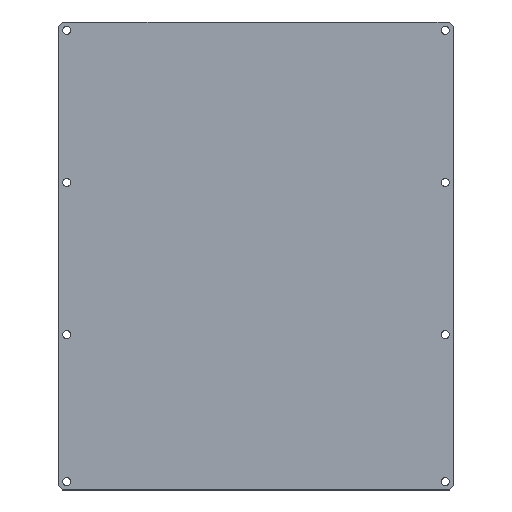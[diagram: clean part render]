
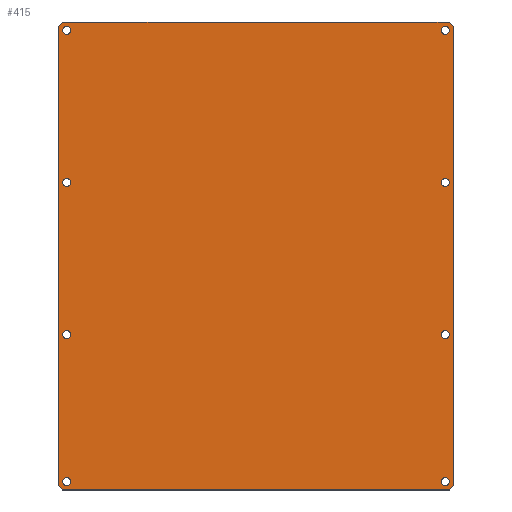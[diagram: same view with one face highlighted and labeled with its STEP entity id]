
A CAD part, top view. The second image highlights one B-rep face of the part: STEP entity #415.
In plain terms, the highlighted planar face has unit normal (0, 0, 1).
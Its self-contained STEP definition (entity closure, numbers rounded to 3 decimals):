
#15=FACE_BOUND('',#82,.T.);
#16=FACE_BOUND('',#83,.T.);
#17=FACE_BOUND('',#84,.T.);
#18=FACE_BOUND('',#85,.T.);
#19=FACE_BOUND('',#86,.T.);
#20=FACE_BOUND('',#87,.T.);
#21=FACE_BOUND('',#88,.T.);
#22=FACE_BOUND('',#89,.T.);
#41=PLANE('',#465);
#61=FACE_OUTER_BOUND('',#81,.T.);
#81=EDGE_LOOP('',(#353,#354,#355,#356,#357,#358,#359,#360,#361,#362));
#82=EDGE_LOOP('',(#363));
#83=EDGE_LOOP('',(#364));
#84=EDGE_LOOP('',(#365));
#85=EDGE_LOOP('',(#366));
#86=EDGE_LOOP('',(#367));
#87=EDGE_LOOP('',(#368));
#88=EDGE_LOOP('',(#369));
#89=EDGE_LOOP('',(#370));
#109=LINE('',#635,#147);
#112=LINE('',#641,#150);
#115=LINE('',#647,#153);
#118=LINE('',#653,#156);
#121=LINE('',#659,#159);
#124=LINE('',#665,#162);
#127=LINE('',#671,#165);
#130=LINE('',#677,#168);
#133=LINE('',#683,#171);
#136=LINE('',#687,#174);
#147=VECTOR('',#529,10.);
#150=VECTOR('',#534,10.);
#153=VECTOR('',#539,10.);
#156=VECTOR('',#544,10.);
#159=VECTOR('',#549,10.);
#162=VECTOR('',#554,10.);
#165=VECTOR('',#559,10.);
#168=VECTOR('',#564,10.);
#171=VECTOR('',#569,10.);
#174=VECTOR('',#574,10.);
#175=CIRCLE('',#432,1.8);
#177=CIRCLE('',#435,1.8);
#179=CIRCLE('',#438,1.8);
#181=CIRCLE('',#441,1.8);
#183=CIRCLE('',#444,1.8);
#185=CIRCLE('',#447,1.8);
#187=CIRCLE('',#450,1.8);
#189=CIRCLE('',#453,1.8);
#191=VERTEX_POINT('',#581);
#193=VERTEX_POINT('',#587);
#195=VERTEX_POINT('',#593);
#197=VERTEX_POINT('',#599);
#199=VERTEX_POINT('',#605);
#201=VERTEX_POINT('',#611);
#203=VERTEX_POINT('',#617);
#205=VERTEX_POINT('',#623);
#209=VERTEX_POINT('',#632);
#210=VERTEX_POINT('',#634);
#212=VERTEX_POINT('',#640);
#214=VERTEX_POINT('',#646);
#216=VERTEX_POINT('',#652);
#218=VERTEX_POINT('',#658);
#220=VERTEX_POINT('',#664);
#222=VERTEX_POINT('',#670);
#224=VERTEX_POINT('',#676);
#226=VERTEX_POINT('',#682);
#227=EDGE_CURVE('',#191,#191,#175,.T.);
#230=EDGE_CURVE('',#193,#193,#177,.T.);
#233=EDGE_CURVE('',#195,#195,#179,.T.);
#236=EDGE_CURVE('',#197,#197,#181,.T.);
#239=EDGE_CURVE('',#199,#199,#183,.T.);
#242=EDGE_CURVE('',#201,#201,#185,.T.);
#245=EDGE_CURVE('',#203,#203,#187,.T.);
#248=EDGE_CURVE('',#205,#205,#189,.T.);
#253=EDGE_CURVE('',#210,#209,#109,.T.);
#256=EDGE_CURVE('',#212,#210,#112,.T.);
#259=EDGE_CURVE('',#214,#212,#115,.T.);
#262=EDGE_CURVE('',#216,#214,#118,.T.);
#265=EDGE_CURVE('',#218,#216,#121,.T.);
#268=EDGE_CURVE('',#220,#218,#124,.T.);
#271=EDGE_CURVE('',#222,#220,#127,.T.);
#274=EDGE_CURVE('',#224,#222,#130,.T.);
#277=EDGE_CURVE('',#226,#224,#133,.T.);
#280=EDGE_CURVE('',#209,#226,#136,.T.);
#353=ORIENTED_EDGE('',*,*,#280,.T.);
#354=ORIENTED_EDGE('',*,*,#277,.T.);
#355=ORIENTED_EDGE('',*,*,#274,.T.);
#356=ORIENTED_EDGE('',*,*,#271,.T.);
#357=ORIENTED_EDGE('',*,*,#268,.T.);
#358=ORIENTED_EDGE('',*,*,#265,.T.);
#359=ORIENTED_EDGE('',*,*,#262,.T.);
#360=ORIENTED_EDGE('',*,*,#259,.T.);
#361=ORIENTED_EDGE('',*,*,#256,.T.);
#362=ORIENTED_EDGE('',*,*,#253,.T.);
#363=ORIENTED_EDGE('',*,*,#248,.T.);
#364=ORIENTED_EDGE('',*,*,#245,.T.);
#365=ORIENTED_EDGE('',*,*,#242,.T.);
#366=ORIENTED_EDGE('',*,*,#239,.T.);
#367=ORIENTED_EDGE('',*,*,#236,.T.);
#368=ORIENTED_EDGE('',*,*,#233,.T.);
#369=ORIENTED_EDGE('',*,*,#230,.T.);
#370=ORIENTED_EDGE('',*,*,#227,.T.);
#415=ADVANCED_FACE('',(#61,#15,#16,#17,#18,#19,#20,#21,#22),#41,.T.);
#432=AXIS2_PLACEMENT_3D('',#582,#471,#472);
#435=AXIS2_PLACEMENT_3D('',#588,#478,#479);
#438=AXIS2_PLACEMENT_3D('',#594,#485,#486);
#441=AXIS2_PLACEMENT_3D('',#600,#492,#493);
#444=AXIS2_PLACEMENT_3D('',#606,#499,#500);
#447=AXIS2_PLACEMENT_3D('',#612,#506,#507);
#450=AXIS2_PLACEMENT_3D('',#618,#513,#514);
#453=AXIS2_PLACEMENT_3D('',#624,#520,#521);
#465=AXIS2_PLACEMENT_3D('',#688,#575,#576);
#471=DIRECTION('center_axis',(0.,0.,-1.));
#472=DIRECTION('ref_axis',(1.,0.,0.));
#478=DIRECTION('center_axis',(0.,0.,-1.));
#479=DIRECTION('ref_axis',(1.,0.,0.));
#485=DIRECTION('center_axis',(0.,0.,-1.));
#486=DIRECTION('ref_axis',(1.,0.,0.));
#492=DIRECTION('center_axis',(0.,0.,-1.));
#493=DIRECTION('ref_axis',(1.,0.,0.));
#499=DIRECTION('center_axis',(0.,0.,-1.));
#500=DIRECTION('ref_axis',(1.,0.,0.));
#506=DIRECTION('center_axis',(0.,0.,-1.));
#507=DIRECTION('ref_axis',(1.,0.,0.));
#513=DIRECTION('center_axis',(0.,0.,-1.));
#514=DIRECTION('ref_axis',(1.,0.,0.));
#520=DIRECTION('center_axis',(0.,0.,-1.));
#521=DIRECTION('ref_axis',(1.,0.,0.));
#529=DIRECTION('',(0.707,-0.707,0.));
#534=DIRECTION('',(0.,-1.,0.));
#539=DIRECTION('',(-0.707,-0.707,0.));
#544=DIRECTION('',(-1.,0.,0.));
#549=DIRECTION('',(-1.,0.,0.));
#554=DIRECTION('',(-1.,0.,0.));
#559=DIRECTION('',(-0.707,0.707,0.));
#564=DIRECTION('',(0.,1.,0.));
#569=DIRECTION('',(0.707,0.707,0.));
#574=DIRECTION('',(1.,0.,0.));
#575=DIRECTION('center_axis',(0.,0.,1.));
#576=DIRECTION('ref_axis',(1.,0.,0.));
#581=CARTESIAN_POINT('',(-87.3,170.,126.8));
#582=CARTESIAN_POINT('Origin',(-85.5,170.,126.8));
#587=CARTESIAN_POINT('',(83.7,101.3,126.8));
#588=CARTESIAN_POINT('Origin',(85.5,101.3,126.8));
#593=CARTESIAN_POINT('',(83.7,32.6,126.8));
#594=CARTESIAN_POINT('Origin',(85.5,32.6,126.8));
#599=CARTESIAN_POINT('',(83.7,-33.794,126.8));
#600=CARTESIAN_POINT('Origin',(85.5,-33.794,126.8));
#605=CARTESIAN_POINT('',(-87.3,-33.794,126.8));
#606=CARTESIAN_POINT('Origin',(-85.5,-33.794,126.8));
#611=CARTESIAN_POINT('',(-87.3,32.6,126.8));
#612=CARTESIAN_POINT('Origin',(-85.5,32.6,126.8));
#617=CARTESIAN_POINT('',(-87.3,101.3,126.8));
#618=CARTESIAN_POINT('Origin',(-85.5,101.3,126.8));
#623=CARTESIAN_POINT('',(83.7,170.,126.8));
#624=CARTESIAN_POINT('Origin',(85.5,170.,126.8));
#632=CARTESIAN_POINT('',(-87.417,-37.594,126.8));
#634=CARTESIAN_POINT('',(-89.3,-35.711,126.8));
#635=CARTESIAN_POINT('',(-87.417,-37.594,126.8));
#640=CARTESIAN_POINT('',(-89.3,171.917,126.8));
#641=CARTESIAN_POINT('',(-89.3,-35.711,126.8));
#646=CARTESIAN_POINT('',(-87.417,173.8,126.8));
#647=CARTESIAN_POINT('',(-89.3,171.917,126.8));
#652=CARTESIAN_POINT('',(-77.3,173.8,126.8));
#653=CARTESIAN_POINT('',(-87.417,173.8,126.8));
#658=CARTESIAN_POINT('',(77.5,173.8,126.8));
#659=CARTESIAN_POINT('',(-77.3,173.8,126.8));
#664=CARTESIAN_POINT('',(87.417,173.8,126.8));
#665=CARTESIAN_POINT('',(77.5,173.8,126.8));
#670=CARTESIAN_POINT('',(89.3,171.917,126.8));
#671=CARTESIAN_POINT('',(87.417,173.8,126.8));
#676=CARTESIAN_POINT('',(89.3,-35.711,126.8));
#677=CARTESIAN_POINT('',(89.3,171.917,126.8));
#682=CARTESIAN_POINT('',(87.417,-37.594,126.8));
#683=CARTESIAN_POINT('',(89.3,-35.711,126.8));
#687=CARTESIAN_POINT('',(-87.417,-37.594,126.8));
#688=CARTESIAN_POINT('Origin',(0.,68.103,126.8));
